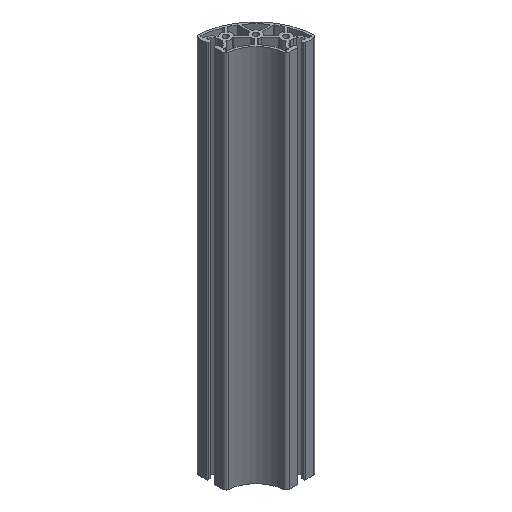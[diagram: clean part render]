
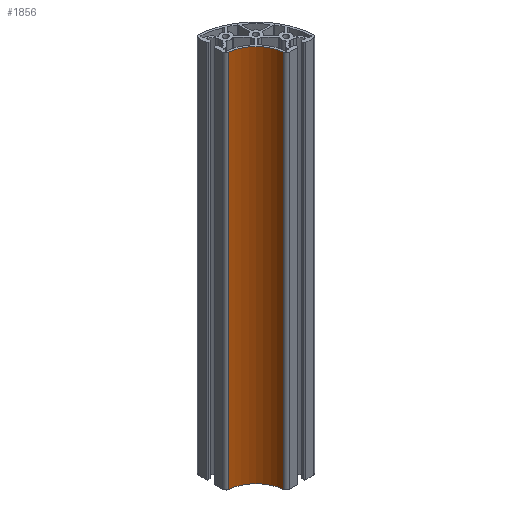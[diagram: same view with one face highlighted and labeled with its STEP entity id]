
A CAD part, isometric view. The second image highlights one B-rep face of the part: STEP entity #1856.
In plain terms, the highlighted cylindrical face has radius 40 mm (diameter 80 mm), a partial arc.
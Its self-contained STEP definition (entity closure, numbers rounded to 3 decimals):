
#996 = VERTEX_POINT ( 'NONE', #3432 ) ;
#1011 = VERTEX_POINT ( 'NONE', #3596 ) ;
#1073 = EDGE_CURVE ( 'NONE', #996, #1011, #3618, .T. ) ;
#1545 = VERTEX_POINT ( 'NONE', #4496 ) ;
#1555 = EDGE_CURVE ( 'NONE', #1545, #1642, #4491, .T. ) ;
#1642 = VERTEX_POINT ( 'NONE', #4695 ) ;
#1690 = ORIENTED_EDGE ( 'NONE', *, *, #1073, .F. ) ;
#1691 = ORIENTED_EDGE ( 'NONE', *, *, #1869, .T. ) ;
#1853 = ORIENTED_EDGE ( 'NONE', *, *, #1857, .F. ) ;
#1854 = EDGE_LOOP ( 'NONE', ( #1953, #1853, #1690, #1691 ) ) ;
#1856 = ADVANCED_FACE ( 'NONE', ( #4896 ), #4904, .F. ) ;
#1857 = EDGE_CURVE ( 'NONE', #1011, #1642, #5000, .T. ) ;
#1869 = EDGE_CURVE ( 'NONE', #996, #1545, #4989, .T. ) ;
#1953 = ORIENTED_EDGE ( 'NONE', *, *, #1555, .T. ) ;
#3432 = CARTESIAN_POINT ( 'NONE',  ( -27313.613, -22636.551, 500. ) ) ;
#3596 = CARTESIAN_POINT ( 'NONE',  ( -27277.415, -22672.749, 500. ) ) ;
#3609 = DIRECTION ( 'NONE',  ( 1., 0., 0. ) ) ;
#3610 = DIRECTION ( 'NONE',  ( 0., 0., -1. ) ) ;
#3611 = CARTESIAN_POINT ( 'NONE',  ( -27317.249, -22676.386, 500. ) ) ;
#3612 = AXIS2_PLACEMENT_3D ( 'NONE', #3611, #3610, #3609 ) ;
#3618 = CIRCLE ( 'NONE', #3612, 40. ) ;
#4441 = CARTESIAN_POINT ( 'NONE',  ( -27317.249, -22676.386, 0. ) ) ;
#4445 = AXIS2_PLACEMENT_3D ( 'NONE', #4441, #4635, #4634 ) ;
#4491 = CIRCLE ( 'NONE', #4445, 40. ) ;
#4496 = CARTESIAN_POINT ( 'NONE',  ( -27313.613, -22636.551, 0. ) ) ;
#4634 = DIRECTION ( 'NONE',  ( 1., 0., 0. ) ) ;
#4635 = DIRECTION ( 'NONE',  ( 0., 0., -1. ) ) ;
#4695 = CARTESIAN_POINT ( 'NONE',  ( -27277.415, -22672.749, 0. ) ) ;
#4896 = FACE_OUTER_BOUND ( 'NONE', #1854, .T. ) ;
#4898 = CARTESIAN_POINT ( 'NONE',  ( -27317.249, -22676.386, 500. ) ) ;
#4899 = DIRECTION ( 'NONE',  ( 0., 0., -1. ) ) ;
#4904 = CYLINDRICAL_SURFACE ( 'NONE', #4907, 40. ) ;
#4907 = AXIS2_PLACEMENT_3D ( 'NONE', #4898, #4899, #5002 ) ;
#4988 = VECTOR ( 'NONE', #4994, 1000. ) ;
#4989 = LINE ( 'NONE', #4998, #4988 ) ;
#4994 = DIRECTION ( 'NONE',  ( 0., 0., -1. ) ) ;
#4998 = CARTESIAN_POINT ( 'NONE',  ( -27313.613, -22636.551, 500. ) ) ;
#4999 = VECTOR ( 'NONE', #5005, 1000. ) ;
#5000 = LINE ( 'NONE', #5003, #4999 ) ;
#5002 = DIRECTION ( 'NONE',  ( -1., 0., 0. ) ) ;
#5003 = CARTESIAN_POINT ( 'NONE',  ( -27277.415, -22672.749, 500. ) ) ;
#5005 = DIRECTION ( 'NONE',  ( 0., 0., -1. ) ) ;
